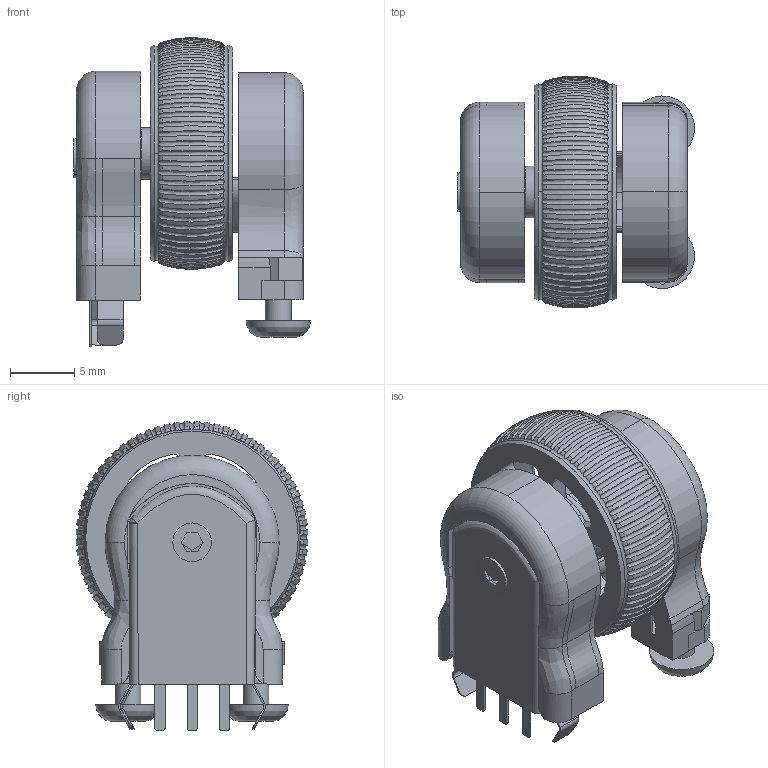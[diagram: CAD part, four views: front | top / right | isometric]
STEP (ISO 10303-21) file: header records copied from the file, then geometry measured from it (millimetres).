
FILE_DESCRIPTION(('HOOPS Exchange Step'),'2;1');
FILE_NAME('名称未設定.stp','2025-02-13T10:28:55+09:00',('hayashi'),('Unknown organisation'),'HOOPS Exchange 2023.2','HOOPS Exchange','Unknown authorisation');
FILE_SCHEMA( ('AP203_CONFIGURATION_CONTROLLED_3D_DESIGN_OF_MECHANICAL_PARTS_AND_ASSEMBLIES_MIM_LF') );
Length unit declared in the file: millimetre
Products named in the file (1): export
Bounding box: 18.38 x 18 x 23.97 mm (x, y, z)
Volume: 2362.5 mm3; surface area: 3879.4 mm2
Topology: 9 solids, 9 shells, 690 faces, 1985 edges, 1326 vertices
Faces by surface type: bspline 252, plane 226, torus 157, cylinder 51, cone 4
Full cylindrical faces by diameter (mm): 2 x2, 3 x1, 4 x1
Entity records: 36029 total; most frequent: CARTESIAN_POINT 20049, ORIENTED_EDGE 3942, DIRECTION 2478, EDGE_CURVE 1971, VERTEX_POINT 1300, AXIS2_PLACEMENT_3D 896, B_SPLINE_CURVE_WITH_KNOTS 839, EDGE_LOOP 717
